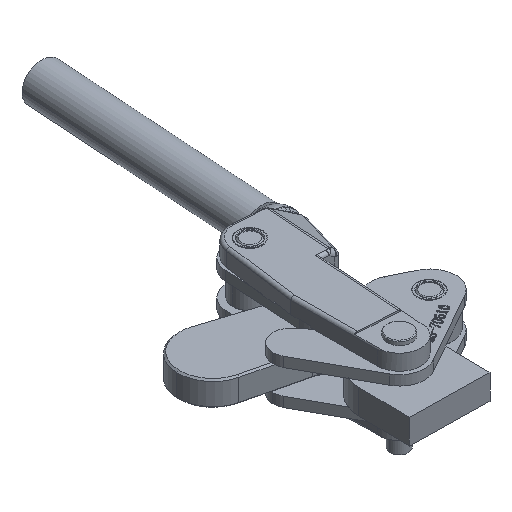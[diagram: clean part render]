
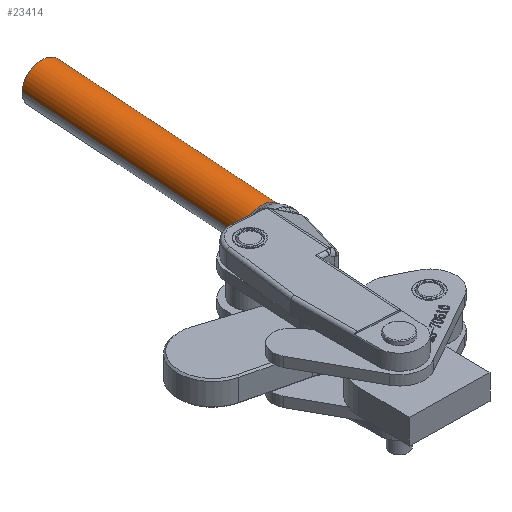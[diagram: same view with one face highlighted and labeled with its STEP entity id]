
A CAD part, isometric view. The second image highlights one B-rep face of the part: STEP entity #23414.
In plain terms, the highlighted cylindrical face has radius 12.5 mm (diameter 25 mm), a partial arc.
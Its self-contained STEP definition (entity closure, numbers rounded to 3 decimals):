
#1269 = VERTEX_POINT ( 'NONE', #22714 ) ;
#1290 = VERTEX_POINT ( 'NONE', #22729 ) ;
#1313 = VERTEX_POINT ( 'NONE', #23038 ) ;
#1338 = VERTEX_POINT ( 'NONE', #22906 ) ;
#2549 = ORIENTED_EDGE ( 'NONE', *, *, #20898, .T. ) ;
#2550 = ORIENTED_EDGE ( 'NONE', *, *, #20397, .T. ) ;
#2551 = ORIENTED_EDGE ( 'NONE', *, *, #20574, .F. ) ;
#2552 = ORIENTED_EDGE ( 'NONE', *, *, #20975, .F. ) ;
#7016 = DIRECTION ( 'NONE',  ( 0., -1., 0. ) ) ;
#7019 = CARTESIAN_POINT ( 'NONE',  ( 0., 152., 12.5 ) ) ;
#10498 = CIRCLE ( 'NONE', #19008, 12.5 ) ;
#10991 = CYLINDRICAL_SURFACE ( 'NONE', #18783, 12.5 ) ;
#11010 = FACE_OUTER_BOUND ( 'NONE', #23123, .T. ) ;
#11328 = LINE ( 'NONE', #7019, #11332 ) ;
#11332 = VECTOR ( 'NONE', #7016, 1000. ) ;
#16344 = AXIS2_PLACEMENT_3D ( 'NONE', #19407, #19406, #19405 ) ;
#17909 = CARTESIAN_POINT ( 'NONE',  ( 0., 152., 0. ) ) ;
#17911 = DIRECTION ( 'NONE',  ( 0., -1., 0. ) ) ;
#17914 = DIRECTION ( 'NONE',  ( 0., 0., -1. ) ) ;
#18783 = AXIS2_PLACEMENT_3D ( 'NONE', #17909, #17911, #17914 ) ;
#19008 = AXIS2_PLACEMENT_3D ( 'NONE', #21183, #21181, #21180 ) ;
#19405 = DIRECTION ( 'NONE',  ( 0., 0., 1. ) ) ;
#19406 = DIRECTION ( 'NONE',  ( 0., 1., 0. ) ) ;
#19407 = CARTESIAN_POINT ( 'NONE',  ( 0., 152., 0. ) ) ;
#20397 = EDGE_CURVE ( 'NONE', #1338, #1269, #27081, .T. ) ;
#20574 = EDGE_CURVE ( 'NONE', #1338, #1313, #26755, .T. ) ;
#20898 = EDGE_CURVE ( 'NONE', #1269, #1290, #10498, .T. ) ;
#20975 = EDGE_CURVE ( 'NONE', #1313, #1290, #11328, .T. ) ;
#21040 = DIRECTION ( 'NONE',  ( 0., -1., 0. ) ) ;
#21043 = CARTESIAN_POINT ( 'NONE',  ( 0., 152., -12.5 ) ) ;
#21180 = DIRECTION ( 'NONE',  ( 0., 0., 1. ) ) ;
#21181 = DIRECTION ( 'NONE',  ( 0., 1., 0. ) ) ;
#21183 = CARTESIAN_POINT ( 'NONE',  ( 0., 0., 0. ) ) ;
#22714 = CARTESIAN_POINT ( 'NONE',  ( 0., 0., -12.5 ) ) ;
#22729 = CARTESIAN_POINT ( 'NONE',  ( 0., 0., 12.5 ) ) ;
#22906 = CARTESIAN_POINT ( 'NONE',  ( 0., 152., -12.5 ) ) ;
#23038 = CARTESIAN_POINT ( 'NONE',  ( 0., 152., 12.5 ) ) ;
#23123 = EDGE_LOOP ( 'NONE', ( #2552, #2551, #2550, #2549 ) ) ;
#23414 = ADVANCED_FACE ( 'NONE', ( #11010 ), #10991, .T. ) ;
#26755 = CIRCLE ( 'NONE', #16344, 12.5 ) ;
#27074 = VECTOR ( 'NONE', #21040, 1000. ) ;
#27081 = LINE ( 'NONE', #21043, #27074 ) ;
